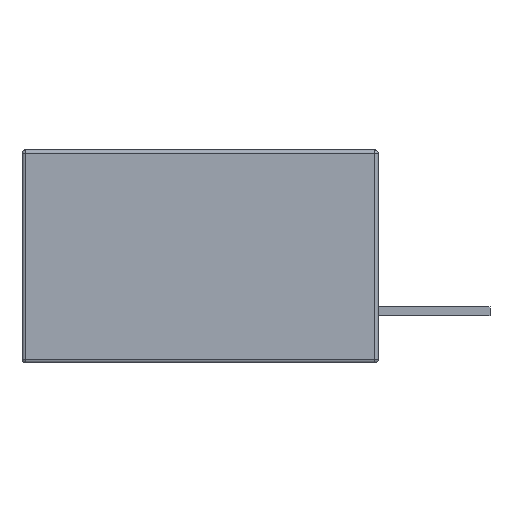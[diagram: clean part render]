
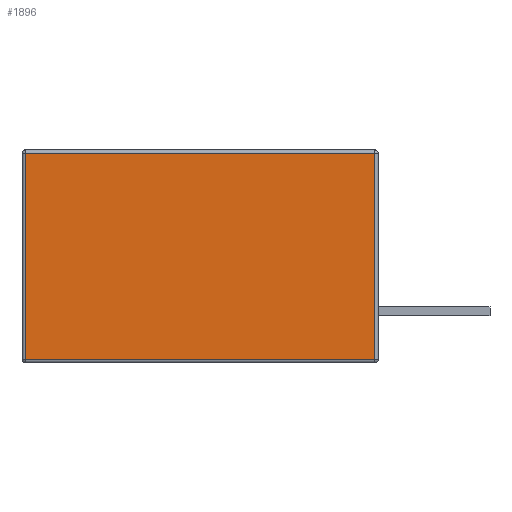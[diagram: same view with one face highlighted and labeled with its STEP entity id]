
A CAD part, left-side view. The second image highlights one B-rep face of the part: STEP entity #1896.
In plain terms, the highlighted planar face has unit normal (-1, 0, 0).
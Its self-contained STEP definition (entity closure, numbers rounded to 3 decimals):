
#304 = CARTESIAN_POINT ( 'NONE',  ( -9.75, 0.1, 3.05 ) ) ;
#623 = EDGE_LOOP ( 'NONE', ( #14509, #13589, #729, #17442 ) ) ;
#729 = ORIENTED_EDGE ( 'NONE', *, *, #17872, .T. ) ;
#1530 = VECTOR ( 'NONE', #2192, 1000. ) ;
#1896 = ADVANCED_FACE ( 'NONE', ( #3338 ), #12061, .F. ) ;
#2192 = DIRECTION ( 'NONE',  ( 0., 0., 1. ) ) ;
#2303 = CARTESIAN_POINT ( 'NONE',  ( -9.75, 0.1, 2.95 ) ) ;
#2860 = DIRECTION ( 'NONE',  ( 1., 0., 0. ) ) ;
#3338 = FACE_OUTER_BOUND ( 'NONE', #623, .T. ) ;
#4317 = EDGE_CURVE ( 'NONE', #17718, #12569, #13219, .T. ) ;
#5498 = EDGE_CURVE ( 'NONE', #12033, #17718, #18223, .T. ) ;
#5687 = LINE ( 'NONE', #304, #1530 ) ;
#5691 = CARTESIAN_POINT ( 'NONE',  ( -9.75, 0., 2.95 ) ) ;
#6972 = CARTESIAN_POINT ( 'NONE',  ( -9.75, 10.1, -2.95 ) ) ;
#7245 = DIRECTION ( 'NONE',  ( 0., 1., 0. ) ) ;
#7728 = CARTESIAN_POINT ( 'NONE',  ( -9.75, 0.1, -2.95 ) ) ;
#7911 = EDGE_CURVE ( 'NONE', #12569, #15865, #5687, .T. ) ;
#8644 = AXIS2_PLACEMENT_3D ( 'NONE', #12127, #2860, #13663 ) ;
#9124 = VECTOR ( 'NONE', #18611, 1000. ) ;
#9431 = CARTESIAN_POINT ( 'NONE',  ( -9.75, 10.1, 2.95 ) ) ;
#9596 = VECTOR ( 'NONE', #7245, 1000. ) ;
#11886 = DIRECTION ( 'NONE',  ( 0., 0., -1. ) ) ;
#12033 = VERTEX_POINT ( 'NONE', #9431 ) ;
#12061 = PLANE ( 'NONE',  #8644 ) ;
#12127 = CARTESIAN_POINT ( 'NONE',  ( -9.75, 0., 3.05 ) ) ;
#12569 = VERTEX_POINT ( 'NONE', #7728 ) ;
#13219 = LINE ( 'NONE', #17091, #9124 ) ;
#13589 = ORIENTED_EDGE ( 'NONE', *, *, #7911, .T. ) ;
#13663 = DIRECTION ( 'NONE',  ( 0., 1., 0. ) ) ;
#14509 = ORIENTED_EDGE ( 'NONE', *, *, #4317, .T. ) ;
#14666 = LINE ( 'NONE', #5691, #9596 ) ;
#15865 = VERTEX_POINT ( 'NONE', #2303 ) ;
#17091 = CARTESIAN_POINT ( 'NONE',  ( -9.75, 0., -2.95 ) ) ;
#17442 = ORIENTED_EDGE ( 'NONE', *, *, #5498, .T. ) ;
#17718 = VERTEX_POINT ( 'NONE', #6972 ) ;
#17741 = VECTOR ( 'NONE', #11886, 1000. ) ;
#17872 = EDGE_CURVE ( 'NONE', #15865, #12033, #14666, .T. ) ;
#18018 = CARTESIAN_POINT ( 'NONE',  ( -9.75, 10.1, 3.05 ) ) ;
#18223 = LINE ( 'NONE', #18018, #17741 ) ;
#18611 = DIRECTION ( 'NONE',  ( 0., -1., 0. ) ) ;
